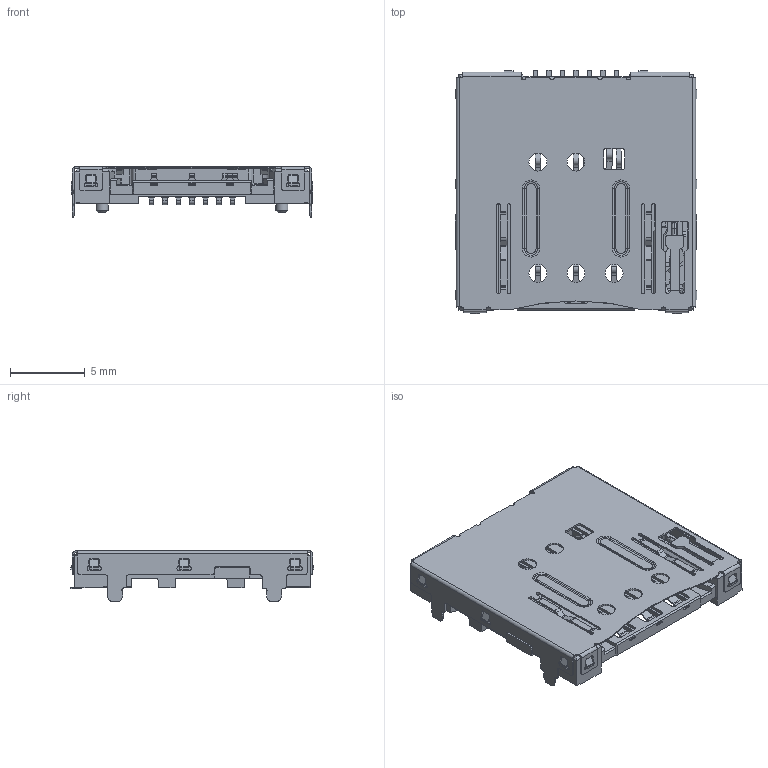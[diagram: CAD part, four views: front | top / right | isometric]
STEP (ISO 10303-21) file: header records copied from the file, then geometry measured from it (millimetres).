
FILE_DESCRIPTION((''),'2;1');
FILE_NAME('MSBR-1','2019-05-11T',('lenovo'),(''),'PRO/ENGINEER BY PARAMETRIC TECHNOLOGY CORPORATION, 2011310','PRO/ENGINEER BY PARAMETRIC TECHNOLOGY CORPORATION, 2011310','');
FILE_SCHEMA(('CONFIG_CONTROL_DESIGN'));
Length unit declared in the file: millimetre
Products named in the file (1): MSBR-1
Bounding box: 16.13 x 16.25 x 3.35 mm (x, y, z)
Volume: 257.2 mm3; surface area: 1411.8 mm2
Topology: 1 solids, 6 shells, 1404 faces, 4038 edges, 2664 vertices
Faces by surface type: plane 866, cylinder 462, cone 35, torus 27, bspline 14
Entity records: 50703 total; most frequent: CARTESIAN_POINT 13291, ORIENTED_EDGE 8072, DIRECTION 7523, EDGE_CURVE 4036, VECTOR 2861, LINE 2861, VERTEX_POINT 2663, AXIS2_PLACEMENT_3D 2331
